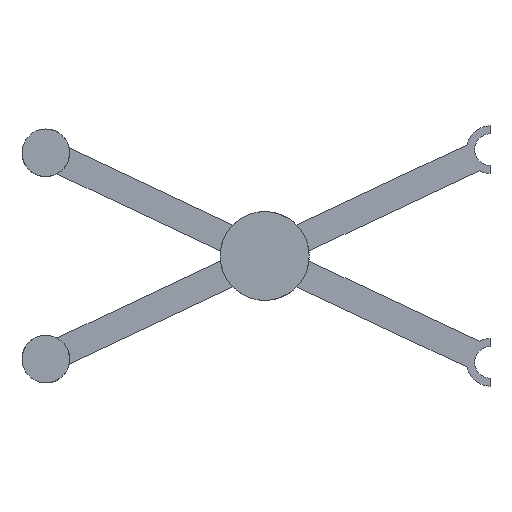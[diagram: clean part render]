
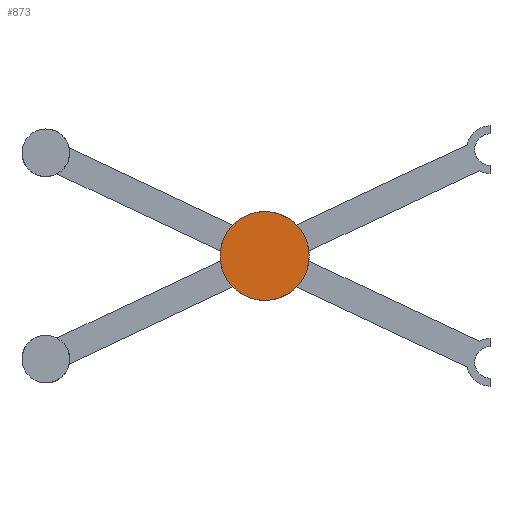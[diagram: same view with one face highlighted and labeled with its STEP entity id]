
A CAD part, top view. The second image highlights one B-rep face of the part: STEP entity #873.
In plain terms, the highlighted planar face has unit normal (0, 0, 1).
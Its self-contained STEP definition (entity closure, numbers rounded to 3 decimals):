
#84=PLANE('',#961);
#116=FACE_OUTER_BOUND('',#168,.T.);
#168=EDGE_LOOP('',(#625));
#326=CIRCLE('',#953,14.);
#380=VERTEX_POINT('',#1373);
#470=EDGE_CURVE('',#380,#380,#326,.T.);
#625=ORIENTED_EDGE('',*,*,#470,.T.);
#873=ADVANCED_FACE('',(#116),#84,.T.);
#953=AXIS2_PLACEMENT_3D('',#1374,#1098,#1099);
#961=AXIS2_PLACEMENT_3D('',#1388,#1115,#1116);
#1098=DIRECTION('center_axis',(0.,0.,1.));
#1099=DIRECTION('ref_axis',(-1.,0.,0.));
#1115=DIRECTION('center_axis',(0.,0.,1.));
#1116=DIRECTION('ref_axis',(-1.,0.,0.));
#1373=CARTESIAN_POINT('',(97.952,67.319,4.75));
#1374=CARTESIAN_POINT('Origin',(83.952,67.319,4.75));
#1388=CARTESIAN_POINT('Origin',(83.952,67.319,4.75));
